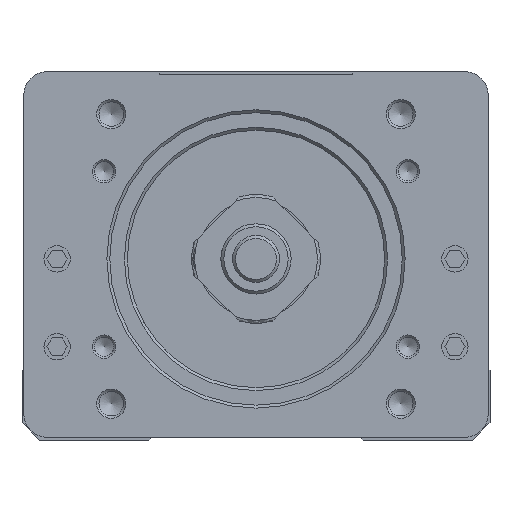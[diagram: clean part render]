
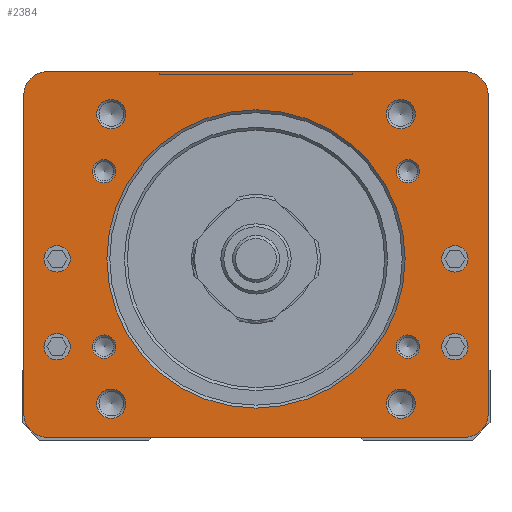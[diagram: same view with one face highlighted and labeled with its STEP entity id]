
A CAD part, front view. The second image highlights one B-rep face of the part: STEP entity #2384.
In plain terms, the highlighted planar face has unit normal (0, -1, 0).
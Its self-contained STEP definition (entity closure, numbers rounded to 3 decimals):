
#2384=ADVANCED_FACE('',(#3859,#3860,#3861,#3862,#3863,#3864,#3865,#3866,
#3867,#3868,#3869,#3870,#3871,#3872),#3239,.T.);
#3239=PLANE('',#20661);
#3859=FACE_BOUND('',#5217,.T.);
#3860=FACE_BOUND('',#5218,.T.);
#3861=FACE_BOUND('',#5219,.T.);
#3862=FACE_BOUND('',#5220,.T.);
#3863=FACE_BOUND('',#5221,.T.);
#3864=FACE_BOUND('',#5222,.T.);
#3865=FACE_BOUND('',#5223,.T.);
#3866=FACE_BOUND('',#5224,.T.);
#3867=FACE_BOUND('',#5225,.T.);
#3868=FACE_BOUND('',#5226,.T.);
#3869=FACE_BOUND('',#5227,.T.);
#3870=FACE_BOUND('',#5228,.T.);
#3871=FACE_BOUND('',#5229,.T.);
#3872=FACE_BOUND('',#5230,.T.);
#5217=EDGE_LOOP('',(#10043));
#5218=EDGE_LOOP('',(#10044));
#5219=EDGE_LOOP('',(#10045));
#5220=EDGE_LOOP('',(#10046));
#5221=EDGE_LOOP('',(#10047));
#5222=EDGE_LOOP('',(#10048));
#5223=EDGE_LOOP('',(#10049));
#5224=EDGE_LOOP('',(#10050));
#5225=EDGE_LOOP('',(#10051));
#5226=EDGE_LOOP('',(#10052));
#5227=EDGE_LOOP('',(#10053));
#5228=EDGE_LOOP('',(#10054));
#5229=EDGE_LOOP('',(#10055));
#5230=EDGE_LOOP('',(#10056,#10057,#10058,#10059,#10060,#10061,#10062,#10063));
#6046=CIRCLE('',#20498,4.);
#6047=CIRCLE('',#20500,4.);
#6048=CIRCLE('',#20502,2.);
#6049=CIRCLE('',#20504,2.);
#6050=CIRCLE('',#20506,2.);
#6051=CIRCLE('',#20508,2.);
#6052=CIRCLE('',#20510,2.5);
#6053=CIRCLE('',#20512,2.5);
#6054=CIRCLE('',#20514,2.5);
#6055=CIRCLE('',#20516,2.5);
#6056=CIRCLE('',#20518,25.5);
#6061=CIRCLE('',#20527,2.25);
#6063=CIRCLE('',#20530,2.25);
#6065=CIRCLE('',#20533,2.25);
#6067=CIRCLE('',#20536,2.25);
#6123=CIRCLE('',#20657,4.);
#6125=CIRCLE('',#20660,4.);
#10043=ORIENTED_EDGE('',*,*,#15096,.T.);
#10044=ORIENTED_EDGE('',*,*,#15095,.T.);
#10045=ORIENTED_EDGE('',*,*,#15094,.T.);
#10046=ORIENTED_EDGE('',*,*,#15093,.T.);
#10047=ORIENTED_EDGE('',*,*,#15092,.T.);
#10048=ORIENTED_EDGE('',*,*,#15091,.T.);
#10049=ORIENTED_EDGE('',*,*,#15090,.T.);
#10050=ORIENTED_EDGE('',*,*,#15089,.T.);
#10051=ORIENTED_EDGE('',*,*,#15088,.T.);
#10052=ORIENTED_EDGE('',*,*,#15108,.T.);
#10053=ORIENTED_EDGE('',*,*,#15106,.T.);
#10054=ORIENTED_EDGE('',*,*,#15104,.T.);
#10055=ORIENTED_EDGE('',*,*,#15102,.T.);
#10056=ORIENTED_EDGE('',*,*,#15247,.T.);
#10057=ORIENTED_EDGE('',*,*,#15250,.T.);
#10058=ORIENTED_EDGE('',*,*,#15251,.T.);
#10059=ORIENTED_EDGE('',*,*,#15207,.T.);
#10060=ORIENTED_EDGE('',*,*,#15086,.T.);
#10061=ORIENTED_EDGE('',*,*,#15150,.T.);
#10062=ORIENTED_EDGE('',*,*,#15083,.T.);
#10063=ORIENTED_EDGE('',*,*,#15200,.T.);
#12744=VERTEX_POINT('',#31510);
#12745=VERTEX_POINT('',#31512);
#12746=VERTEX_POINT('',#31516);
#12747=VERTEX_POINT('',#31518);
#12748=VERTEX_POINT('',#31522);
#12749=VERTEX_POINT('',#31525);
#12750=VERTEX_POINT('',#31528);
#12751=VERTEX_POINT('',#31531);
#12752=VERTEX_POINT('',#31534);
#12753=VERTEX_POINT('',#31537);
#12754=VERTEX_POINT('',#31540);
#12755=VERTEX_POINT('',#31543);
#12756=VERTEX_POINT('',#31546);
#12761=VERTEX_POINT('',#31561);
#12763=VERTEX_POINT('',#31566);
#12765=VERTEX_POINT('',#31571);
#12767=VERTEX_POINT('',#31576);
#12828=VERTEX_POINT('',#31871);
#12833=VERTEX_POINT('',#31885);
#12869=VERTEX_POINT('',#31979);
#12871=VERTEX_POINT('',#31985);
#15083=EDGE_CURVE('',#12745,#12744,#6046,.T.);
#15086=EDGE_CURVE('',#12747,#12746,#6047,.T.);
#15088=EDGE_CURVE('',#12748,#12748,#6048,.T.);
#15089=EDGE_CURVE('',#12749,#12749,#6049,.T.);
#15090=EDGE_CURVE('',#12750,#12750,#6050,.T.);
#15091=EDGE_CURVE('',#12751,#12751,#6051,.T.);
#15092=EDGE_CURVE('',#12752,#12752,#6052,.T.);
#15093=EDGE_CURVE('',#12753,#12753,#6053,.T.);
#15094=EDGE_CURVE('',#12754,#12754,#6054,.T.);
#15095=EDGE_CURVE('',#12755,#12755,#6055,.T.);
#15096=EDGE_CURVE('',#12756,#12756,#6056,.T.);
#15102=EDGE_CURVE('',#12761,#12761,#6061,.T.);
#15104=EDGE_CURVE('',#12763,#12763,#6063,.T.);
#15106=EDGE_CURVE('',#12765,#12765,#6065,.T.);
#15108=EDGE_CURVE('',#12767,#12767,#6067,.T.);
#15150=EDGE_CURVE('',#12746,#12745,#17226,.T.);
#15200=EDGE_CURVE('',#12744,#12828,#17251,.T.);
#15207=EDGE_CURVE('',#12833,#12747,#17258,.T.);
#15247=EDGE_CURVE('',#12828,#12869,#6123,.T.);
#15250=EDGE_CURVE('',#12869,#12871,#17274,.T.);
#15251=EDGE_CURVE('',#12871,#12833,#6125,.T.);
#17226=LINE('',#31721,#19006);
#17251=LINE('',#31872,#19031);
#17258=LINE('',#31884,#19038);
#17274=LINE('',#31984,#19054);
#19006=VECTOR('',#24830,1.);
#19031=VECTOR('',#24949,1.);
#19038=VECTOR('',#24958,1.);
#19054=VECTOR('',#25066,1.);
#20498=AXIS2_PLACEMENT_3D('',#31511,#24669,#24670);
#20500=AXIS2_PLACEMENT_3D('',#31517,#24675,#24676);
#20502=AXIS2_PLACEMENT_3D('',#31521,#24680,#24681);
#20504=AXIS2_PLACEMENT_3D('',#31524,#24684,#24685);
#20506=AXIS2_PLACEMENT_3D('',#31527,#24688,#24689);
#20508=AXIS2_PLACEMENT_3D('',#31530,#24692,#24693);
#20510=AXIS2_PLACEMENT_3D('',#31533,#24696,#24697);
#20512=AXIS2_PLACEMENT_3D('',#31536,#24700,#24701);
#20514=AXIS2_PLACEMENT_3D('',#31539,#24704,#24705);
#20516=AXIS2_PLACEMENT_3D('',#31542,#24708,#24709);
#20518=AXIS2_PLACEMENT_3D('',#31545,#24712,#24713);
#20527=AXIS2_PLACEMENT_3D('',#31560,#24731,#24732);
#20530=AXIS2_PLACEMENT_3D('',#31565,#24737,#24738);
#20533=AXIS2_PLACEMENT_3D('',#31570,#24743,#24744);
#20536=AXIS2_PLACEMENT_3D('',#31575,#24749,#24750);
#20657=AXIS2_PLACEMENT_3D('',#31978,#25059,#25060);
#20660=AXIS2_PLACEMENT_3D('',#31986,#25067,#25068);
#20661=AXIS2_PLACEMENT_3D('',#31987,#25069,#25070);
#24669=DIRECTION('',(0.,-1.,0.));
#24670=DIRECTION('',(1.,0.,0.));
#24675=DIRECTION('',(0.,-1.,0.));
#24676=DIRECTION('',(1.,0.,0.));
#24680=DIRECTION('',(0.,1.,0.));
#24681=DIRECTION('',(0.,0.,-1.));
#24684=DIRECTION('',(0.,1.,0.));
#24685=DIRECTION('',(0.,0.,-1.));
#24688=DIRECTION('',(0.,1.,0.));
#24689=DIRECTION('',(0.,0.,-1.));
#24692=DIRECTION('',(0.,1.,0.));
#24693=DIRECTION('',(0.,0.,-1.));
#24696=DIRECTION('',(0.,1.,0.));
#24697=DIRECTION('',(0.,0.,-1.));
#24700=DIRECTION('',(0.,1.,0.));
#24701=DIRECTION('',(0.,0.,-1.));
#24704=DIRECTION('',(0.,1.,0.));
#24705=DIRECTION('',(0.,0.,-1.));
#24708=DIRECTION('',(0.,1.,0.));
#24709=DIRECTION('',(0.,0.,-1.));
#24712=DIRECTION('',(0.,1.,0.));
#24713=DIRECTION('',(0.,0.,-1.));
#24731=DIRECTION('',(0.,1.,0.));
#24732=DIRECTION('',(0.,0.,-1.));
#24737=DIRECTION('',(0.,1.,0.));
#24738=DIRECTION('',(0.,0.,-1.));
#24743=DIRECTION('',(0.,1.,0.));
#24744=DIRECTION('',(0.,0.,-1.));
#24749=DIRECTION('',(0.,1.,0.));
#24750=DIRECTION('',(0.,0.,-1.));
#24830=DIRECTION('',(-1.,0.,0.));
#24949=DIRECTION('',(0.,0.,-1.));
#24958=DIRECTION('',(0.,0.,1.));
#25059=DIRECTION('',(0.,-1.,0.));
#25060=DIRECTION('',(1.,0.,0.));
#25066=DIRECTION('',(1.,0.,0.));
#25067=DIRECTION('',(0.,-1.,0.));
#25068=DIRECTION('',(1.,0.,0.));
#25069=DIRECTION('',(0.,-1.,0.));
#25070=DIRECTION('',(0.,0.,1.));
#31510=CARTESIAN_POINT('',(-39.7,-243.7,40.));
#31511=CARTESIAN_POINT('',(-35.7,-243.7,40.));
#31512=CARTESIAN_POINT('',(-35.7,-243.7,44.));
#31516=CARTESIAN_POINT('',(35.7,-243.7,44.));
#31517=CARTESIAN_POINT('',(35.7,-243.7,40.));
#31518=CARTESIAN_POINT('',(39.7,-243.7,40.));
#31521=CARTESIAN_POINT('',(-25.981,-243.7,27.));
#31522=CARTESIAN_POINT('',(-25.981,-243.7,25.));
#31524=CARTESIAN_POINT('',(-25.981,-243.7,-3.));
#31525=CARTESIAN_POINT('',(-25.981,-243.7,-5.));
#31527=CARTESIAN_POINT('',(25.981,-243.7,27.));
#31528=CARTESIAN_POINT('',(25.981,-243.7,25.));
#31530=CARTESIAN_POINT('',(25.981,-243.7,-3.));
#31531=CARTESIAN_POINT('',(25.981,-243.7,-5.));
#31533=CARTESIAN_POINT('',(24.749,-243.7,36.749));
#31534=CARTESIAN_POINT('',(24.749,-243.7,34.249));
#31536=CARTESIAN_POINT('',(24.749,-243.7,-12.749));
#31537=CARTESIAN_POINT('',(24.749,-243.7,-15.249));
#31539=CARTESIAN_POINT('',(-24.749,-243.7,-12.749));
#31540=CARTESIAN_POINT('',(-24.749,-243.7,-15.249));
#31542=CARTESIAN_POINT('',(-24.749,-243.7,36.749));
#31543=CARTESIAN_POINT('',(-24.749,-243.7,34.249));
#31545=CARTESIAN_POINT('',(0.,-243.7,12.));
#31546=CARTESIAN_POINT('',(0.,-243.7,-13.5));
#31560=CARTESIAN_POINT('',(34.,-243.7,12.));
#31561=CARTESIAN_POINT('',(34.,-243.7,9.75));
#31565=CARTESIAN_POINT('',(34.,-243.7,-3.));
#31566=CARTESIAN_POINT('',(34.,-243.7,-5.25));
#31570=CARTESIAN_POINT('',(-34.,-243.7,12.));
#31571=CARTESIAN_POINT('',(-34.,-243.7,9.75));
#31575=CARTESIAN_POINT('',(-34.,-243.7,-3.));
#31576=CARTESIAN_POINT('',(-34.,-243.7,-5.25));
#31721=CARTESIAN_POINT('',(35.7,-243.7,44.));
#31871=CARTESIAN_POINT('',(-39.7,-243.7,-14.5));
#31872=CARTESIAN_POINT('',(-39.7,-243.7,40.));
#31884=CARTESIAN_POINT('',(39.7,-243.7,-14.5));
#31885=CARTESIAN_POINT('',(39.7,-243.7,-14.5));
#31978=CARTESIAN_POINT('',(-35.7,-243.7,-14.5));
#31979=CARTESIAN_POINT('',(-35.7,-243.7,-18.5));
#31984=CARTESIAN_POINT('',(-35.7,-243.7,-18.5));
#31985=CARTESIAN_POINT('',(35.7,-243.7,-18.5));
#31986=CARTESIAN_POINT('',(35.7,-243.7,-14.5));
#31987=CARTESIAN_POINT('',(-35.7,-243.7,-14.5));
